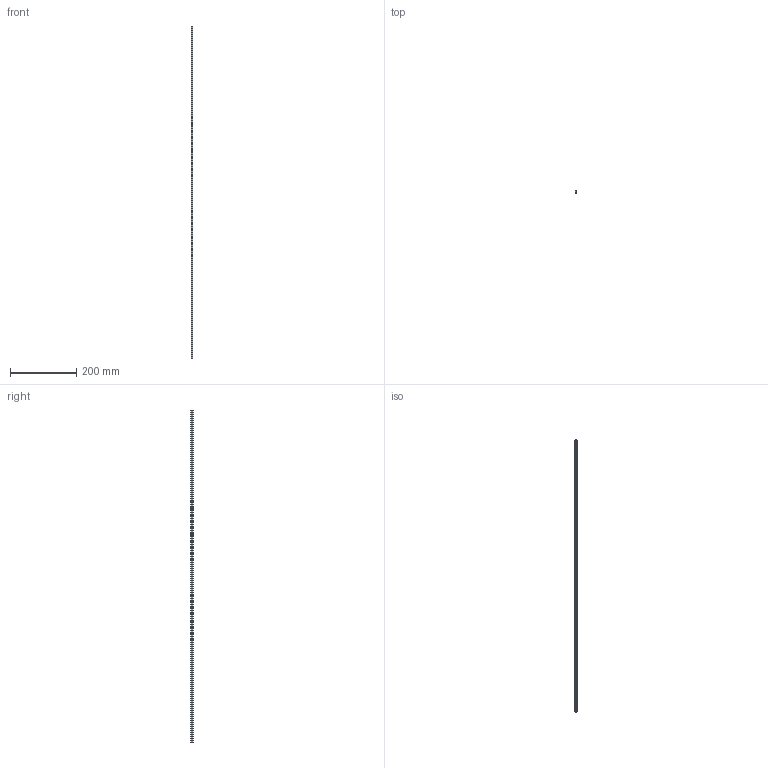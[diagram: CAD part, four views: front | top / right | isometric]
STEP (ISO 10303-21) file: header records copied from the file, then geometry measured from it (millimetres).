
FILE_DESCRIPTION(/* description */ ('KriTec Abdeck- und Einfassprofil 6 Raster 20, schwarz'),/* implementation_level */ '2;1');
FILE_NAME(/* name */ '82080_KriTec_Abdeck-_und_Einfassprofil_6_Raster_20_schwarz.stp',/* time_stamp */ '2021-09-02T14:23:00+02:00',/* author */ ('jendrek'),/* organization */ (''),/* preprocessor_version */ 'ST-DEVELOPER v17',/* originating_system */ 'Autodesk Inventor 2018',/* authorisation */ '');
FILE_SCHEMA (('AUTOMOTIVE_DESIGN { 1 0 10303 214 3 1 1 }'));
Length unit declared in the file: millimetre
Products named in the file (1): 82080
Bounding box: 5.47 x 7.51 x 1000 mm (x, y, z)
Volume: 14086.6 mm3; surface area: 41809.8 mm2
Topology: 1 solids, 1 shells, 56 faces, 162 edges, 108 vertices
Faces by surface type: plane 28, cylinder 28
Entity records: 1901 total; most frequent: DIRECTION 332, CARTESIAN_POINT 327, ORIENTED_EDGE 324, EDGE_CURVE 162, AXIS2_PLACEMENT_3D 113, VERTEX_POINT 108, LINE 106, VECTOR 106
